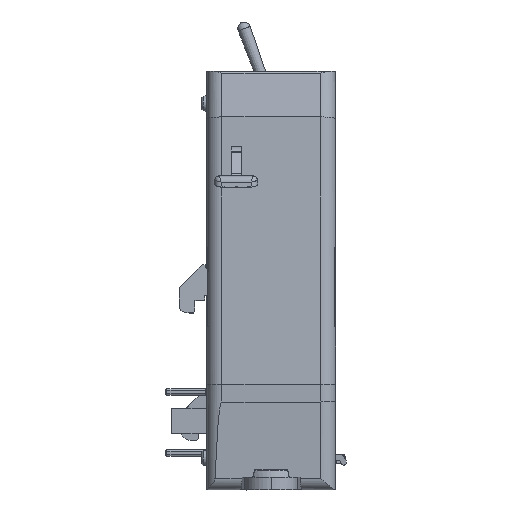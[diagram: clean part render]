
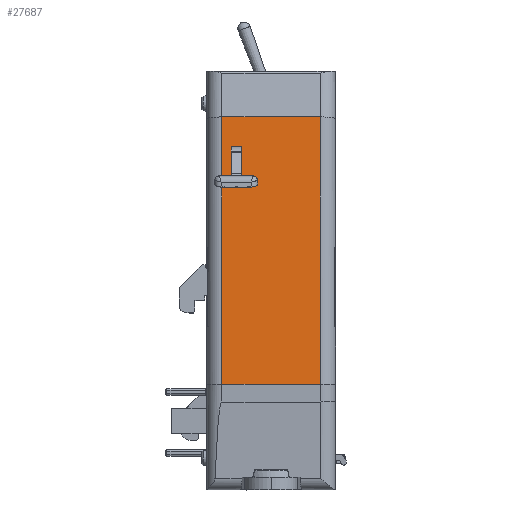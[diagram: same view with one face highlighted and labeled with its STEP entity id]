
A CAD part, front view. The second image highlights one B-rep face of the part: STEP entity #27687.
In plain terms, the highlighted planar face has unit normal (0, -0.999, 0.044).
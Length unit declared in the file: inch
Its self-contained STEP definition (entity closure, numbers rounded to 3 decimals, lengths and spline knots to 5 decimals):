
#2082 = CARTESIAN_POINT ( 'NONE',  ( -0.09629, -1.92586, -4.56957 ) ) ;
#3531 = EDGE_CURVE ( 'NONE', #167518, #64630, #125234, .T. ) ;
#5035 = VECTOR ( 'NONE', #76295, 39.37008 ) ;
#8635 = CARTESIAN_POINT ( 'NONE',  ( -0.09629, -1.74776, -0.49051 ) ) ;
#9664 = ORIENTED_EDGE ( 'NONE', *, *, #117966, .T. ) ;
#13537 = DIRECTION ( 'NONE',  ( 0., -0.999, 0.044 ) ) ;
#13591 = FACE_OUTER_BOUND ( 'NONE', #23044, .T. ) ;
#13932 = LINE ( 'NONE', #169738, #193199 ) ;
#17956 = VERTEX_POINT ( 'NONE', #152533 ) ;
#18179 = CARTESIAN_POINT ( 'NONE',  ( 0.63541, -1.73772, -0.26054 ) ) ;
#23044 = EDGE_LOOP ( 'NONE', ( #61191, #47487, #105777, #9664 ) ) ;
#27687 = ADVANCED_FACE ( 'NONE', ( #13591, #171416 ), #195972, .T. ) ;
#31948 = ORIENTED_EDGE ( 'NONE', *, *, #45905, .T. ) ;
#35500 = VERTEX_POINT ( 'NONE', #93558 ) ;
#36679 = LINE ( 'NONE', #66903, #72623 ) ;
#41386 = VERTEX_POINT ( 'NONE', #81756 ) ;
#45905 = EDGE_CURVE ( 'NONE', #96635, #114507, #117354, .T. ) ;
#47487 = ORIENTED_EDGE ( 'NONE', *, *, #92498, .T. ) ;
#47993 = DIRECTION ( 'NONE',  ( 0., 0.044, 0.999 ) ) ;
#56144 = DIRECTION ( 'NONE',  ( 1., 0., 0. ) ) ;
#61191 = ORIENTED_EDGE ( 'NONE', *, *, #194678, .F. ) ;
#63416 = ORIENTED_EDGE ( 'NONE', *, *, #131369, .F. ) ;
#64630 = VERTEX_POINT ( 'NONE', #83653 ) ;
#66903 = CARTESIAN_POINT ( 'NONE',  ( -0.24746, -1.82827, -2.33452 ) ) ;
#69935 = VECTOR ( 'NONE', #129125, 39.37008 ) ;
#70985 = CARTESIAN_POINT ( 'NONE',  ( 0.63541, -1.82827, -2.33452 ) ) ;
#72623 = VECTOR ( 'NONE', #81084, 39.37008 ) ;
#76295 = DIRECTION ( 'NONE',  ( 0., -0.044, -0.999 ) ) ;
#79086 = VECTOR ( 'NONE', #127028, 39.37008 ) ;
#81084 = DIRECTION ( 'NONE',  ( 0., -0.044, -0.999 ) ) ;
#81095 = LINE ( 'NONE', #149705, #100283 ) ;
#81756 = CARTESIAN_POINT ( 'NONE',  ( -0.24746, -1.73772, -0.26054 ) ) ;
#83653 = CARTESIAN_POINT ( 'NONE',  ( -0.17505, -1.74776, -0.49051 ) ) ;
#92197 = EDGE_CURVE ( 'NONE', #167518, #114507, #81095, .T. ) ;
#92498 = EDGE_CURVE ( 'NONE', #142096, #17956, #13932, .T. ) ;
#93558 = CARTESIAN_POINT ( 'NONE',  ( -0.24746, -1.82827, -2.33452 ) ) ;
#96635 = VERTEX_POINT ( 'NONE', #8635 ) ;
#99691 = AXIS2_PLACEMENT_3D ( 'NONE', #103821, #13537, #121715 ) ;
#100283 = VECTOR ( 'NONE', #56144, 39.37008 ) ;
#103821 = CARTESIAN_POINT ( 'NONE',  ( 0.63541, -1.92586, -4.56957 ) ) ;
#105777 = ORIENTED_EDGE ( 'NONE', *, *, #152126, .T. ) ;
#114507 = VERTEX_POINT ( 'NONE', #158975 ) ;
#117260 = ORIENTED_EDGE ( 'NONE', *, *, #92197, .F. ) ;
#117354 = LINE ( 'NONE', #2082, #5035 ) ;
#117966 = EDGE_CURVE ( 'NONE', #41386, #35500, #36679, .T. ) ;
#120234 = LINE ( 'NONE', #70985, #69935 ) ;
#121715 = DIRECTION ( 'NONE',  ( 0., -0.044, -0.999 ) ) ;
#123748 = EDGE_LOOP ( 'NONE', ( #63416, #31948, #117260, #137285 ) ) ;
#125234 = LINE ( 'NONE', #189948, #144326 ) ;
#127028 = DIRECTION ( 'NONE',  ( -1., 0., 0. ) ) ;
#129125 = DIRECTION ( 'NONE',  ( -1., 0., 0. ) ) ;
#131369 = EDGE_CURVE ( 'NONE', #96635, #64630, #190194, .T. ) ;
#137285 = ORIENTED_EDGE ( 'NONE', *, *, #3531, .T. ) ;
#138801 = DIRECTION ( 'NONE',  ( -1., 0., 0. ) ) ;
#142096 = VERTEX_POINT ( 'NONE', #193602 ) ;
#144326 = VECTOR ( 'NONE', #175285, 39.37008 ) ;
#149520 = VECTOR ( 'NONE', #138801, 39.37008 ) ;
#149705 = CARTESIAN_POINT ( 'NONE',  ( 0.63541, -1.75976, -0.76539 ) ) ;
#149944 = CARTESIAN_POINT ( 'NONE',  ( -0.17505, -1.75976, -0.76539 ) ) ;
#152126 = EDGE_CURVE ( 'NONE', #17956, #41386, #177090, .T. ) ;
#152533 = CARTESIAN_POINT ( 'NONE',  ( 0.51828, -1.73772, -0.26054 ) ) ;
#158975 = CARTESIAN_POINT ( 'NONE',  ( -0.09629, -1.75976, -0.76539 ) ) ;
#167518 = VERTEX_POINT ( 'NONE', #149944 ) ;
#169738 = CARTESIAN_POINT ( 'NONE',  ( 0.51828, -1.92586, -4.56957 ) ) ;
#171416 = FACE_BOUND ( 'NONE', #123748, .T. ) ;
#175285 = DIRECTION ( 'NONE',  ( 0., 0.044, 0.999 ) ) ;
#177090 = LINE ( 'NONE', #18179, #79086 ) ;
#186929 = CARTESIAN_POINT ( 'NONE',  ( -0.13567, -1.74776, -0.49051 ) ) ;
#189948 = CARTESIAN_POINT ( 'NONE',  ( -0.17505, -1.92586, -4.56957 ) ) ;
#190194 = LINE ( 'NONE', #186929, #149520 ) ;
#193199 = VECTOR ( 'NONE', #47993, 39.37008 ) ;
#193602 = CARTESIAN_POINT ( 'NONE',  ( 0.51828, -1.82827, -2.33452 ) ) ;
#194678 = EDGE_CURVE ( 'NONE', #142096, #35500, #120234, .T. ) ;
#195972 = PLANE ( 'NONE',  #99691 ) ;
